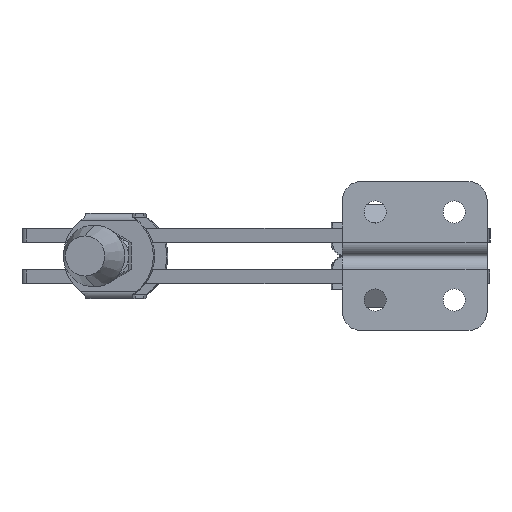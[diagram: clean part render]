
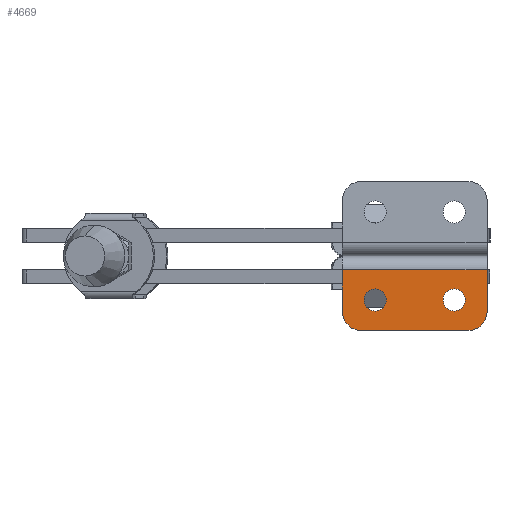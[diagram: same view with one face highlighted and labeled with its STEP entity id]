
A CAD part, front view. The second image highlights one B-rep face of the part: STEP entity #4669.
In plain terms, the highlighted planar face has unit normal (0, -1, 0).
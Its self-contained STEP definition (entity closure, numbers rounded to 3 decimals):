
#96 = VERTEX_POINT ( 'NONE', #4011 ) ;
#160 = CIRCLE ( 'NONE', #4174, 7. ) ;
#539 = VERTEX_POINT ( 'NONE', #870 ) ;
#870 = CARTESIAN_POINT ( 'NONE',  ( 0., 0., -5. ) ) ;
#921 = EDGE_CURVE ( 'NONE', #2534, #5127, #9034, .T. ) ;
#972 = EDGE_CURVE ( 'NONE', #10181, #539, #10758, .T. ) ;
#1266 = FACE_OUTER_BOUND ( 'NONE', #9329, .T. ) ;
#1494 = CARTESIAN_POINT ( 'NONE',  ( 11.9, 0., -19.9 ) ) ;
#1536 = EDGE_CURVE ( 'NONE', #6731, #8379, #6788, .T. ) ;
#1744 = VERTEX_POINT ( 'NONE', #8189 ) ;
#1746 = LINE ( 'NONE', #4153, #10435 ) ;
#1762 = ORIENTED_EDGE ( 'NONE', *, *, #6834, .F. ) ;
#1918 = DIRECTION ( 'NONE',  ( 0., 1., 0. ) ) ;
#2237 = DIRECTION ( 'NONE',  ( 0., 1., 0. ) ) ;
#2496 = AXIS2_PLACEMENT_3D ( 'NONE', #7874, #2836, #8716 ) ;
#2503 = PLANE ( 'NONE',  #6116 ) ;
#2534 = VERTEX_POINT ( 'NONE', #4924 ) ;
#2562 = AXIS2_PLACEMENT_3D ( 'NONE', #7658, #2627, #8504 ) ;
#2627 = DIRECTION ( 'NONE',  ( 0., 1., 0. ) ) ;
#2836 = DIRECTION ( 'NONE',  ( 0., 1., 0. ) ) ;
#3001 = CARTESIAN_POINT ( 'NONE',  ( 52.4, 0., -20. ) ) ;
#3089 = CARTESIAN_POINT ( 'NONE',  ( 11.9, 0., -15.9 ) ) ;
#3314 = AXIS2_PLACEMENT_3D ( 'NONE', #6964, #1918, #7817 ) ;
#3348 = CARTESIAN_POINT ( 'NONE',  ( 52.4, 0., -27. ) ) ;
#3357 = EDGE_CURVE ( 'NONE', #10370, #1744, #1746, .T. ) ;
#3937 = DIRECTION ( 'NONE',  ( 0., 0., 1. ) ) ;
#3983 = CIRCLE ( 'NONE', #3314, 7. ) ;
#4000 = EDGE_CURVE ( 'NONE', #7159, #96, #4759, .T. ) ;
#4011 = CARTESIAN_POINT ( 'NONE',  ( 7., 0., -27. ) ) ;
#4101 = CARTESIAN_POINT ( 'NONE',  ( 52.4, 0., -5. ) ) ;
#4116 = DIRECTION ( 'NONE',  ( 0., 0., 1. ) ) ;
#4153 = CARTESIAN_POINT ( 'NONE',  ( 52.4, 0., -27. ) ) ;
#4174 = AXIS2_PLACEMENT_3D ( 'NONE', #7266, #2237, #8118 ) ;
#4180 = DIRECTION ( 'NONE',  ( -1., 0., 0. ) ) ;
#4209 = DIRECTION ( 'NONE',  ( 0., 0., -1. ) ) ;
#4308 = EDGE_CURVE ( 'NONE', #8379, #6731, #10538, .T. ) ;
#4449 = EDGE_CURVE ( 'NONE', #5127, #2534, #7312, .T. ) ;
#4493 = EDGE_LOOP ( 'NONE', ( #10749, #7900 ) ) ;
#4571 = CARTESIAN_POINT ( 'NONE',  ( 40.5, 0., -15.9 ) ) ;
#4669 = ADVANCED_FACE ( 'NONE', ( #9955, #7729, #1266 ), #2503, .F. ) ;
#4759 = LINE ( 'NONE', #9240, #9227 ) ;
#4924 = CARTESIAN_POINT ( 'NONE',  ( 11.9, 0., -11.9 ) ) ;
#4944 = DIRECTION ( 'NONE',  ( -1., 0., 0. ) ) ;
#5127 = VERTEX_POINT ( 'NONE', #1494 ) ;
#5160 = CARTESIAN_POINT ( 'NONE',  ( 0., 0., -27. ) ) ;
#5194 = DIRECTION ( 'NONE',  ( 0., 0., 1. ) ) ;
#5411 = DIRECTION ( 'NONE',  ( 0., 0., 1. ) ) ;
#5545 = ORIENTED_EDGE ( 'NONE', *, *, #972, .F. ) ;
#5613 = EDGE_CURVE ( 'NONE', #1744, #539, #7406, .T. ) ;
#5869 = ORIENTED_EDGE ( 'NONE', *, *, #3357, .T. ) ;
#6043 = EDGE_CURVE ( 'NONE', #10370, #7159, #3983, .T. ) ;
#6116 = AXIS2_PLACEMENT_3D ( 'NONE', #3348, #9222, #4209 ) ;
#6731 = VERTEX_POINT ( 'NONE', #7089 ) ;
#6788 = CIRCLE ( 'NONE', #2496, 4. ) ;
#6834 = EDGE_CURVE ( 'NONE', #96, #10181, #160, .T. ) ;
#6885 = AXIS2_PLACEMENT_3D ( 'NONE', #3089, #8964, #3937 ) ;
#6964 = CARTESIAN_POINT ( 'NONE',  ( 45.4, 0., -20. ) ) ;
#7089 = CARTESIAN_POINT ( 'NONE',  ( 40.5, 0., -11.9 ) ) ;
#7159 = VERTEX_POINT ( 'NONE', #7677 ) ;
#7266 = CARTESIAN_POINT ( 'NONE',  ( 7., 0., -20. ) ) ;
#7312 = CIRCLE ( 'NONE', #6885, 4. ) ;
#7361 = ORIENTED_EDGE ( 'NONE', *, *, #5613, .T. ) ;
#7406 = LINE ( 'NONE', #4101, #9651 ) ;
#7556 = ORIENTED_EDGE ( 'NONE', *, *, #4308, .T. ) ;
#7658 = CARTESIAN_POINT ( 'NONE',  ( 11.9, 0., -15.9 ) ) ;
#7677 = CARTESIAN_POINT ( 'NONE',  ( 45.4, 0., -27. ) ) ;
#7729 = FACE_BOUND ( 'NONE', #4493, .T. ) ;
#7817 = DIRECTION ( 'NONE',  ( 0., 0., 1. ) ) ;
#7874 = CARTESIAN_POINT ( 'NONE',  ( 40.5, 0., -15.9 ) ) ;
#7900 = ORIENTED_EDGE ( 'NONE', *, *, #4449, .T. ) ;
#8118 = DIRECTION ( 'NONE',  ( 0., 0., 1. ) ) ;
#8175 = ORIENTED_EDGE ( 'NONE', *, *, #6043, .F. ) ;
#8189 = CARTESIAN_POINT ( 'NONE',  ( 52.4, 0., -5. ) ) ;
#8379 = VERTEX_POINT ( 'NONE', #9218 ) ;
#8441 = EDGE_LOOP ( 'NONE', ( #9309, #7556 ) ) ;
#8504 = DIRECTION ( 'NONE',  ( 0., 0., 1. ) ) ;
#8522 = VECTOR ( 'NONE', #5194, 1000. ) ;
#8716 = DIRECTION ( 'NONE',  ( 0., 0., 1. ) ) ;
#8964 = DIRECTION ( 'NONE',  ( 0., 1., 0. ) ) ;
#9034 = CIRCLE ( 'NONE', #2562, 4. ) ;
#9049 = ORIENTED_EDGE ( 'NONE', *, *, #4000, .F. ) ;
#9218 = CARTESIAN_POINT ( 'NONE',  ( 40.5, 0., -19.9 ) ) ;
#9222 = DIRECTION ( 'NONE',  ( 0., 1., 0. ) ) ;
#9227 = VECTOR ( 'NONE', #4180, 1000. ) ;
#9240 = CARTESIAN_POINT ( 'NONE',  ( 52.4, 0., -27. ) ) ;
#9309 = ORIENTED_EDGE ( 'NONE', *, *, #1536, .T. ) ;
#9329 = EDGE_LOOP ( 'NONE', ( #1762, #9049, #8175, #5869, #7361, #5545 ) ) ;
#9651 = VECTOR ( 'NONE', #4944, 1000. ) ;
#9955 = FACE_BOUND ( 'NONE', #8441, .T. ) ;
#10181 = VERTEX_POINT ( 'NONE', #10252 ) ;
#10252 = CARTESIAN_POINT ( 'NONE',  ( 0., 0., -20. ) ) ;
#10370 = VERTEX_POINT ( 'NONE', #3001 ) ;
#10435 = VECTOR ( 'NONE', #4116, 1000. ) ;
#10451 = DIRECTION ( 'NONE',  ( 0., 1., 0. ) ) ;
#10478 = AXIS2_PLACEMENT_3D ( 'NONE', #4571, #10451, #5411 ) ;
#10538 = CIRCLE ( 'NONE', #10478, 4. ) ;
#10749 = ORIENTED_EDGE ( 'NONE', *, *, #921, .T. ) ;
#10758 = LINE ( 'NONE', #5160, #8522 ) ;
